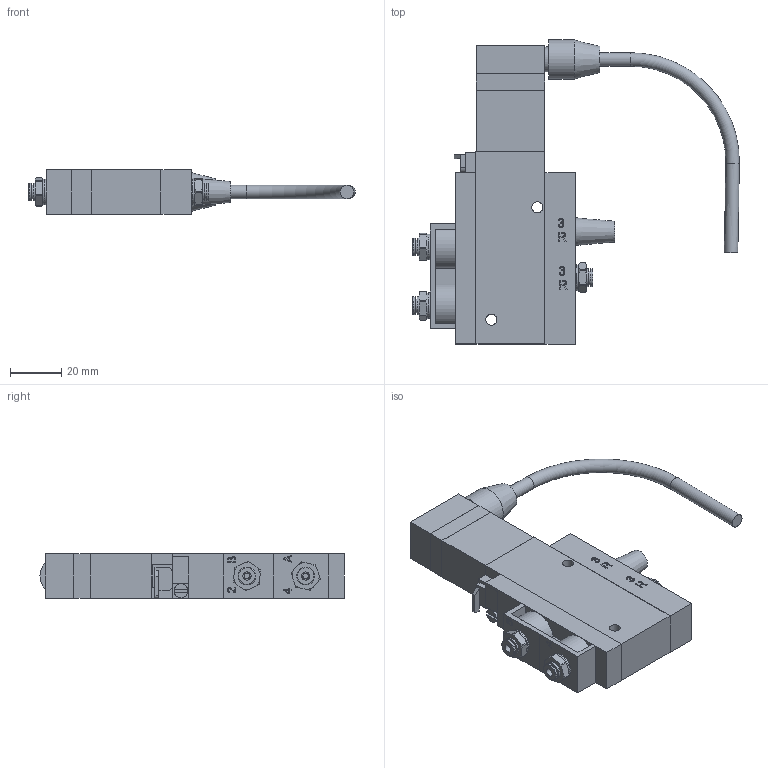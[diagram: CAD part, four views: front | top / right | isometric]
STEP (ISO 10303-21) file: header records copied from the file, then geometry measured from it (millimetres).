
FILE_DESCRIPTION((''),'2;1');
FILE_NAME('224210.stp','2009-01-06T12:24:38',('Franzp'),(''),'Autodesk Inventor 2009','Autodesk Inventor 2009','');
FILE_SCHEMA(('AUTOMOTIVE_DESIGN { 1 0 10303 214 1 1 1 1 }'));
Length unit declared in the file: millimetre
Products named in the file (3): 224210; KJH23-01S
Assembly tree (4 placements, depth 2):
  224210
    224210
    KJH23-01S  x3
Bounding box: 127.91 x 119.06 x 17.5 mm (x, y, z)
Volume: 92083.3 mm3; surface area: 23385.4 mm2
Topology: 4 solids, 4 shells, 437 faces, 1127 edges, 746 vertices
Faces by surface type: plane 234, bspline 106, cylinder 49, cone 44, torus 4
Full cylindrical faces by diameter (mm): 2.2 x3, 3.2 x3, 5.3 x2, 5.4 x1, 5.5 x3, 7 x6, 9.8 x1, 10 x1, 10.097 x3, 15.3 x1
Entity records: 12064 total; most frequent: CARTESIAN_POINT 3869, ORIENTED_EDGE 1800, DIRECTION 1286, EDGE_CURVE 900, VERTEX_POINT 611, VECTOR 602, LINE 602, EDGE_LOOP 427
